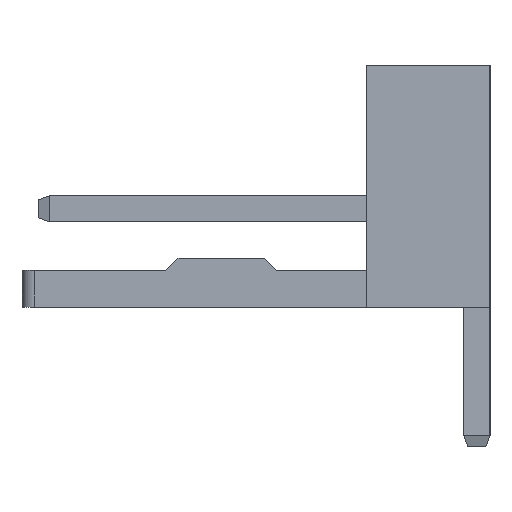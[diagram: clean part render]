
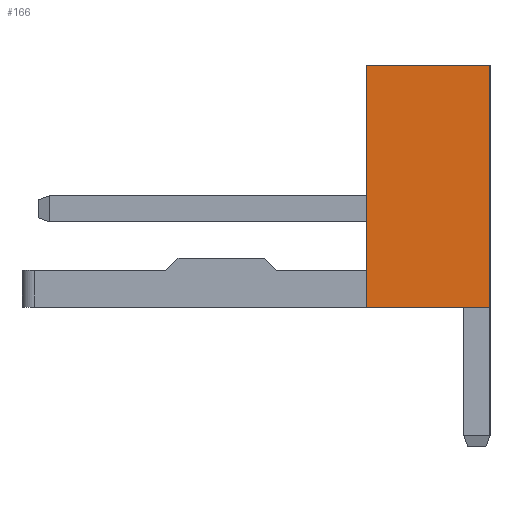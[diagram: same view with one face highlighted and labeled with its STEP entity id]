
A CAD part, left-side view. The second image highlights one B-rep face of the part: STEP entity #166.
In plain terms, the highlighted planar face has unit normal (-1, 0, 0).
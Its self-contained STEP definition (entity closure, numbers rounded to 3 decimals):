
#166=ADVANCED_FACE('',(#2886),#2888,.T.);
#2886=FACE_BOUND('',#2887,.T.);
#2887=EDGE_LOOP('',(#5096,#5097,#5098,#5099));
#2888=PLANE('',#2889);
#2889=AXIS2_PLACEMENT_3D('',#2890,#2891,#2892);
#2890=CARTESIAN_POINT('',(-1.27,-0.32,0.));
#2891=DIRECTION('',(-1.,0.,0.));
#2892=DIRECTION('',(0.,0.,1.));
#5096=ORIENTED_EDGE('',*,*,#6565,.T.);
#5097=ORIENTED_EDGE('',*,*,#6566,.T.);
#5098=ORIENTED_EDGE('',*,*,#6482,.F.);
#5099=ORIENTED_EDGE('',*,*,#6477,.F.);
#6477=EDGE_CURVE('',#7273,#7275,#7276,.T.);
#6482=EDGE_CURVE('',#7275,#7284,#7285,.T.);
#6565=EDGE_CURVE('',#7273,#7437,#7439,.T.);
#6566=EDGE_CURVE('',#7437,#7284,#7440,.T.);
#7273=VERTEX_POINT('',#8589);
#7275=VERTEX_POINT('',#8593);
#7276=LINE('',#8594,#8595);
#7284=VERTEX_POINT('',#8612);
#7285=LINE('',#8613,#8614);
#7437=VERTEX_POINT('',#8929);
#7439=LINE('',#8933,#8934);
#7440=LINE('',#8936,#8937);
#8589=CARTESIAN_POINT('',(-1.27,-0.32,0.));
#8593=CARTESIAN_POINT('',(-1.27,2.68,0.));
#8594=CARTESIAN_POINT('',(-1.27,-0.32,0.));
#8595=VECTOR('',#8596,1.);
#8596=DIRECTION('',(0.,1.,0.));
#8612=CARTESIAN_POINT('',(-1.27,2.68,5.9));
#8613=CARTESIAN_POINT('',(-1.27,2.68,0.));
#8614=VECTOR('',#8615,1.);
#8615=DIRECTION('',(0.,0.,1.));
#8929=CARTESIAN_POINT('',(-1.27,-0.32,5.9));
#8933=CARTESIAN_POINT('',(-1.27,-0.32,0.));
#8934=VECTOR('',#8935,1.);
#8935=DIRECTION('',(0.,0.,1.));
#8936=CARTESIAN_POINT('',(-1.27,-0.32,5.9));
#8937=VECTOR('',#8938,1.);
#8938=DIRECTION('',(0.,1.,0.));
